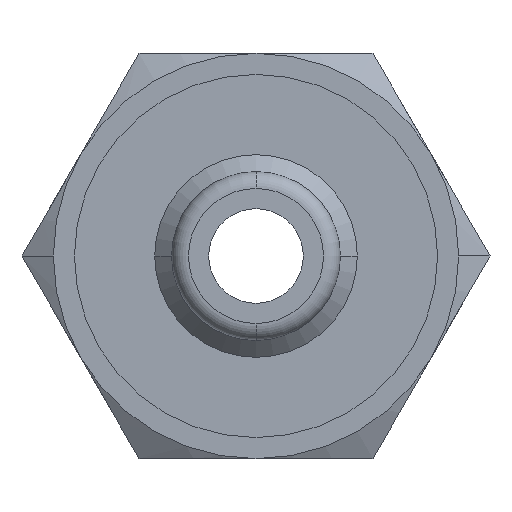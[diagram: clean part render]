
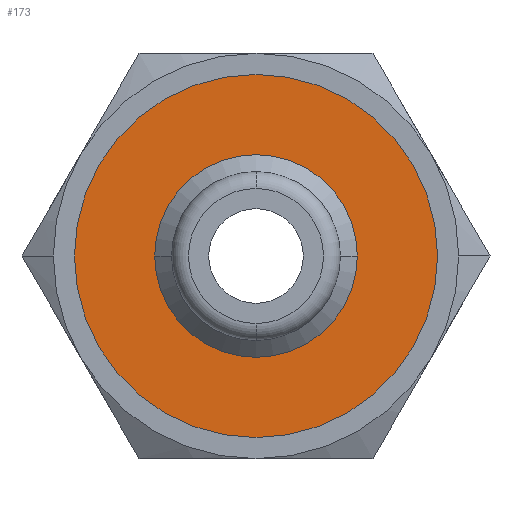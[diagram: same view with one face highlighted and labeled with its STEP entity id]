
A CAD part, front view. The second image highlights one B-rep face of the part: STEP entity #173.
In plain terms, the highlighted planar face has unit normal (0, -1, 0).
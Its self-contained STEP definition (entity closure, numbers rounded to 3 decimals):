
#173=ADVANCED_FACE('',(#345,#346),#347,.T.);
#345=FACE_OUTER_BOUND('',#510,.T.);
#346=FACE_BOUND('',#511,.T.);
#347=PLANE('',#512);
#510=EDGE_LOOP('',(#925,#926));
#511=EDGE_LOOP('',(#927,#928));
#512=AXIS2_PLACEMENT_3D('',#929,#930,#931);
#925=ORIENTED_EDGE('',*,*,#1015,.T.);
#926=ORIENTED_EDGE('',*,*,#1032,.T.);
#927=ORIENTED_EDGE('',*,*,#1070,.F.);
#928=ORIENTED_EDGE('',*,*,#995,.F.);
#929=CARTESIAN_POINT('',(0.0,20.0,0.0));
#930=DIRECTION('',(0.0,-1.0,0.0));
#931=DIRECTION('',(-1.0,0.0,0.0));
#995=EDGE_CURVE('',#1193,#1195,#1196,.T.);
#1015=EDGE_CURVE('',#1221,#1223,#1225,.T.);
#1032=EDGE_CURVE('',#1223,#1221,#1250,.T.);
#1070=EDGE_CURVE('',#1195,#1193,#1292,.T.);
#1193=VERTEX_POINT('',#1549);
#1195=VERTEX_POINT('',#1552);
#1196=CIRCLE('',#1553,6.0);
#1221=VERTEX_POINT('',#1606);
#1223=VERTEX_POINT('',#1609);
#1225=CIRCLE('',#1612,10.75);
#1250=CIRCLE('',#1639,10.75);
#1292=CIRCLE('',#1798,6.0);
#1549=CARTESIAN_POINT('',(6.0,20.0,0.));
#1552=CARTESIAN_POINT('',(-6.0,20.0,0.));
#1553=AXIS2_PLACEMENT_3D('',#1917,#1918,#1919);
#1606=CARTESIAN_POINT('',(10.75,20.0,0.0));
#1609=CARTESIAN_POINT('',(-10.75,20.0,0.));
#1612=AXIS2_PLACEMENT_3D('',#1940,#1941,#1942);
#1639=AXIS2_PLACEMENT_3D('',#1975,#1976,#1977);
#1798=AXIS2_PLACEMENT_3D('',#2009,#2010,#2011);
#1917=CARTESIAN_POINT('',(0.0,20.0,0.0));
#1918=DIRECTION('',(0.0,-1.0,0.0));
#1919=DIRECTION('',(1.0,0.0,0.0));
#1940=CARTESIAN_POINT('',(0.0,20.0,0.0));
#1941=DIRECTION('',(0.0,-1.0,0.0));
#1942=DIRECTION('',(1.0,0.0,0.0));
#1975=CARTESIAN_POINT('',(0.0,20.0,0.0));
#1976=DIRECTION('',(0.0,-1.0,0.0));
#1977=DIRECTION('',(1.0,0.0,0.0));
#2009=CARTESIAN_POINT('',(0.0,20.0,0.0));
#2010=DIRECTION('',(0.0,-1.0,0.0));
#2011=DIRECTION('',(1.0,0.0,0.0));
